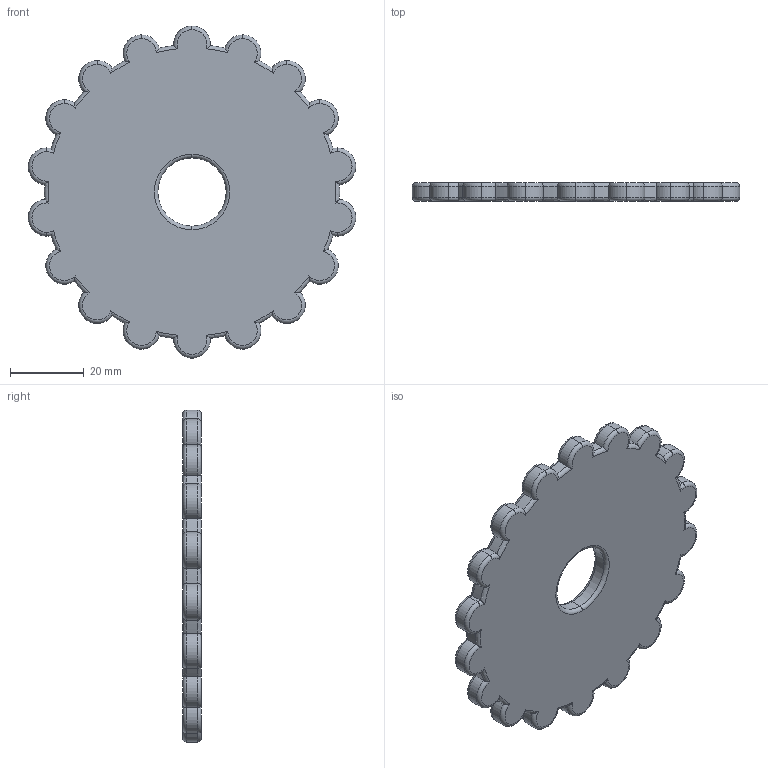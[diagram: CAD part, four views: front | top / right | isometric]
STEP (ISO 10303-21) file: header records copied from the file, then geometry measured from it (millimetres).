
FILE_DESCRIPTION (( 'STEP AP203' ), '1' );
FILE_NAME ('Handrad.STEP', '2025-04-20T13:59:25', ( '' ), ( '' ), 'SwSTEP 2.0', 'SolidWorks 2024', '' );
FILE_SCHEMA (( 'CONFIG_CONTROL_DESIGN' ));
Length unit declared in the file: millimetre
Products named in the file (1): Handrad
Bounding box: 88.77 x 5 x 89.98 mm (x, y, z)
Volume: 27233.7 mm3; surface area: 12722 mm2
Topology: 1 solids, 1 shells, 155 faces, 365 edges, 212 vertices
Faces by surface type: torus 106, cylinder 47, plane 2
Entity records: 4914 total; most frequent: CARTESIAN_POINT 1261, DIRECTION 835, ORIENTED_EDGE 730, AXIS2_PLACEMENT_3D 394, EDGE_CURVE 365, CIRCLE 238, VERTEX_POINT 212, EDGE_LOOP 157
